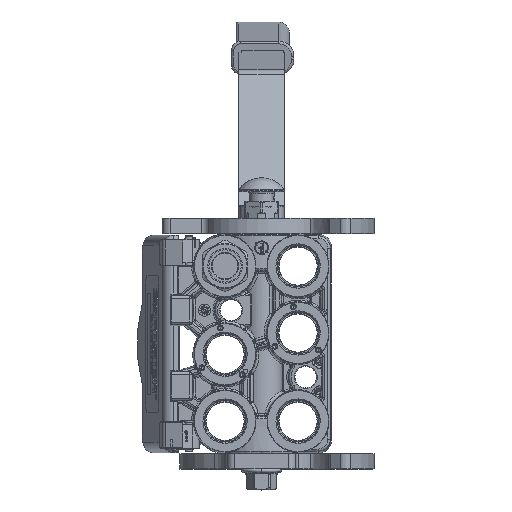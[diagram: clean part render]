
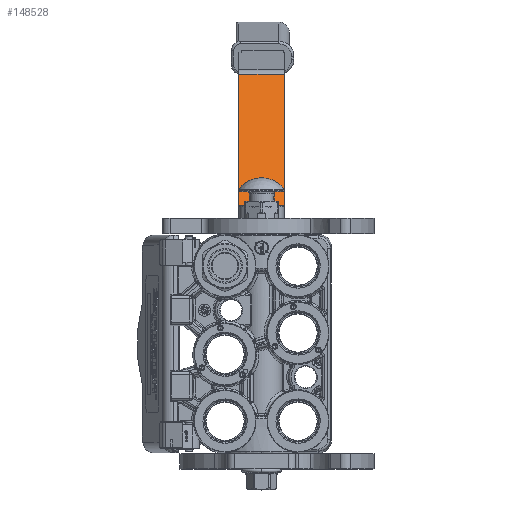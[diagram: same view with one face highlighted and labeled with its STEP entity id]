
A CAD part, top view. The second image highlights one B-rep face of the part: STEP entity #148528.
In plain terms, the highlighted face is planar.
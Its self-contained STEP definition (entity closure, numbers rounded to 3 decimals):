
#7168 = CARTESIAN_POINT ( 'NONE',  ( -120.238, 15., -29.762 ) ) ;
#14436 = EDGE_CURVE ( 'NONE', #47776, #22013, #128185, .T. ) ;
#16568 = ORIENTED_EDGE ( 'NONE', *, *, #100367, .F. ) ;
#17621 = CARTESIAN_POINT ( 'NONE',  ( -120.238, -15., -29.762 ) ) ;
#22013 = VERTEX_POINT ( 'NONE', #185667 ) ;
#35580 = LINE ( 'NONE', #104307, #177449 ) ;
#39687 = VECTOR ( 'NONE', #192555, 1000. ) ;
#45076 = DIRECTION ( 'NONE',  ( 0., -1., 0. ) ) ;
#47776 = VERTEX_POINT ( 'NONE', #17621 ) ;
#48483 = VECTOR ( 'NONE', #57047, 1000. ) ;
#57047 = DIRECTION ( 'NONE',  ( 0., 1., 0. ) ) ;
#59684 = CARTESIAN_POINT ( 'NONE',  ( -33.586, -15., -116.414 ) ) ;
#71077 = FACE_OUTER_BOUND ( 'NONE', #124687, .T. ) ;
#72685 = EDGE_CURVE ( 'NONE', #168044, #47776, #35580, .T. ) ;
#76468 = EDGE_CURVE ( 'NONE', #22013, #193045, #185856, .T. ) ;
#82728 = DIRECTION ( 'NONE',  ( 0.707, 0., -0.707 ) ) ;
#83184 = AXIS2_PLACEMENT_3D ( 'NONE', #188710, #113910, #82728 ) ;
#84632 = PLANE ( 'NONE',  #83184 ) ;
#87838 = CARTESIAN_POINT ( 'NONE',  ( -120.238, -15., -29.762 ) ) ;
#98251 = ORIENTED_EDGE ( 'NONE', *, *, #76468, .T. ) ;
#100367 = EDGE_CURVE ( 'NONE', #168044, #193045, #152052, .T. ) ;
#104307 = CARTESIAN_POINT ( 'NONE',  ( -120.238, 15., -29.762 ) ) ;
#113910 = DIRECTION ( 'NONE',  ( 0.707, 0., 0.707 ) ) ;
#124687 = EDGE_LOOP ( 'NONE', ( #127588, #98251, #16568, #155684 ) ) ;
#127588 = ORIENTED_EDGE ( 'NONE', *, *, #14436, .T. ) ;
#128185 = LINE ( 'NONE', #87838, #39687 ) ;
#141822 = DIRECTION ( 'NONE',  ( 0.707, 0., -0.707 ) ) ;
#148528 = ADVANCED_FACE ( 'NONE', ( #71077 ), #84632, .T. ) ;
#149639 = VECTOR ( 'NONE', #141822, 1000. ) ;
#152052 = LINE ( 'NONE', #7168, #149639 ) ;
#155684 = ORIENTED_EDGE ( 'NONE', *, *, #72685, .T. ) ;
#168044 = VERTEX_POINT ( 'NONE', #189828 ) ;
#177449 = VECTOR ( 'NONE', #45076, 1000. ) ;
#184616 = CARTESIAN_POINT ( 'NONE',  ( -33.586, 15., -116.414 ) ) ;
#185667 = CARTESIAN_POINT ( 'NONE',  ( -33.586, -15., -116.414 ) ) ;
#185856 = LINE ( 'NONE', #59684, #48483 ) ;
#188710 = CARTESIAN_POINT ( 'NONE',  ( -122.468, -15., -27.532 ) ) ;
#189828 = CARTESIAN_POINT ( 'NONE',  ( -120.238, 15., -29.762 ) ) ;
#192555 = DIRECTION ( 'NONE',  ( 0.707, 0., -0.707 ) ) ;
#193045 = VERTEX_POINT ( 'NONE', #184616 ) ;
